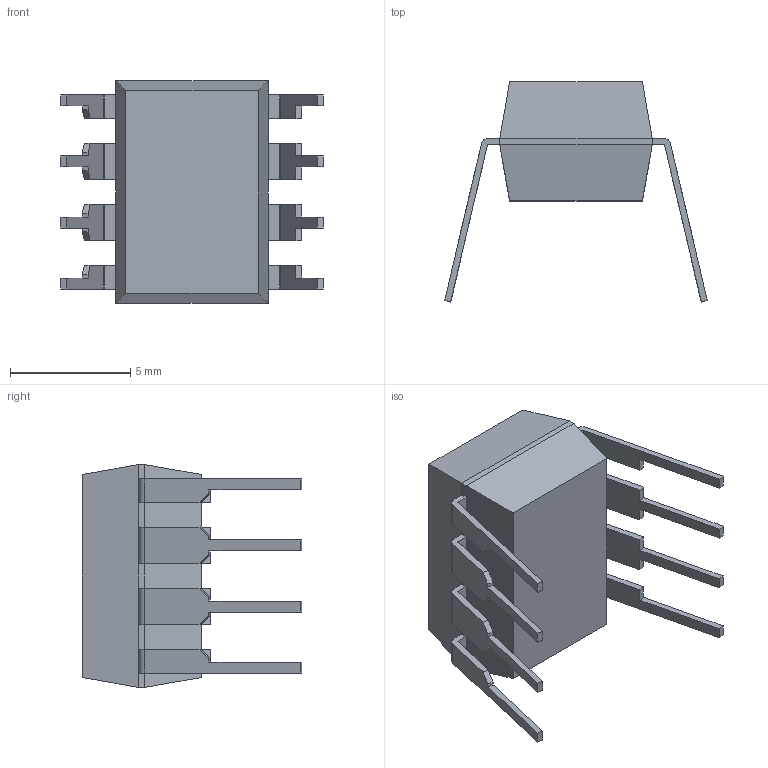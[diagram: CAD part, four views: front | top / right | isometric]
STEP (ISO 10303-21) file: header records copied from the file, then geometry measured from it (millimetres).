
FILE_DESCRIPTION (( 'STEP AP214' ), '1' );
FILE_NAME ('AD620ANZ.STEP', '2020-08-25T11:14:14', ( '' ), ( '' ), 'SwSTEP 2.0', 'SolidWorks 2017', '' );
FILE_SCHEMA (( 'AUTOMOTIVE_DESIGN' ));
Length unit declared in the file: inch
Products named in the file (1): AD620ANZ
Bounding box: 10.92 x 9.14 x 9.27 mm (x, y, z)
Volume: 274.1 mm3; surface area: 375.1 mm2
Topology: 9 solids, 9 shells, 126 faces, 316 edges, 208 vertices
Faces by surface type: plane 109, cylinder 17
Entity records: 3838 total; most frequent: CARTESIAN_POINT 657, ORIENTED_EDGE 632, DIRECTION 602, EDGE_CURVE 316, LINE 280, VECTOR 280, VERTEX_POINT 208, AXIS2_PLACEMENT_3D 161
